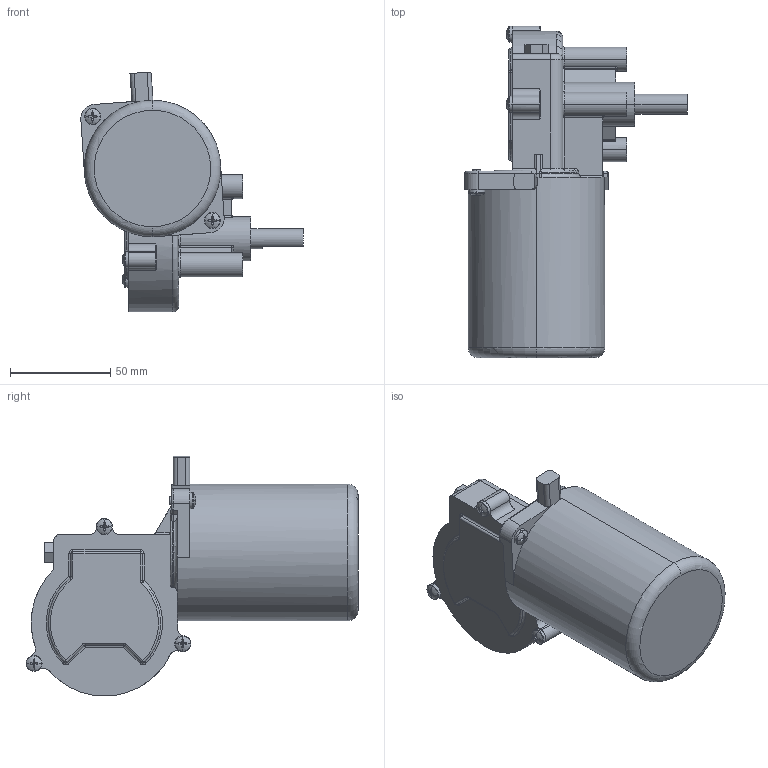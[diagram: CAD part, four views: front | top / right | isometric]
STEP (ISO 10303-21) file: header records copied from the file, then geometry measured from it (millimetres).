
FILE_DESCRIPTION(('CATIA V5 STEP Exchange'),'2;1');
FILE_NAME('Wiper_Motor.stp','2021-06-26T14:31:43+00:00',('none'),('none'),'CATIA Version 5 Release 20 GA (IN-10)','CATIA V5 STEP AP203','none');
FILE_SCHEMA(('CONFIG_CONTROL_DESIGN'));
Length unit declared in the file: millimetre
Products named in the file (1): Makermotor
Bounding box: 110.76 x 165.39 x 119.55 mm (x, y, z)
Volume: 494777.5 mm3; surface area: 55881.7 mm2
Topology: 6 solids, 6 shells, 429 faces, 1038 edges, 613 vertices
Faces by surface type: plane 150, cylinder 141, torus 74, sphere 49, bspline 15
Entity records: 12763 total; most frequent: CARTESIAN_POINT 3512, ORIENTED_EDGE 2034, DIRECTION 1614, EDGE_CURVE 1017, AXIS2_PLACEMENT_3D 820, VERTEX_POINT 613, EDGE_LOOP 448, ADVANCED_FACE 429
